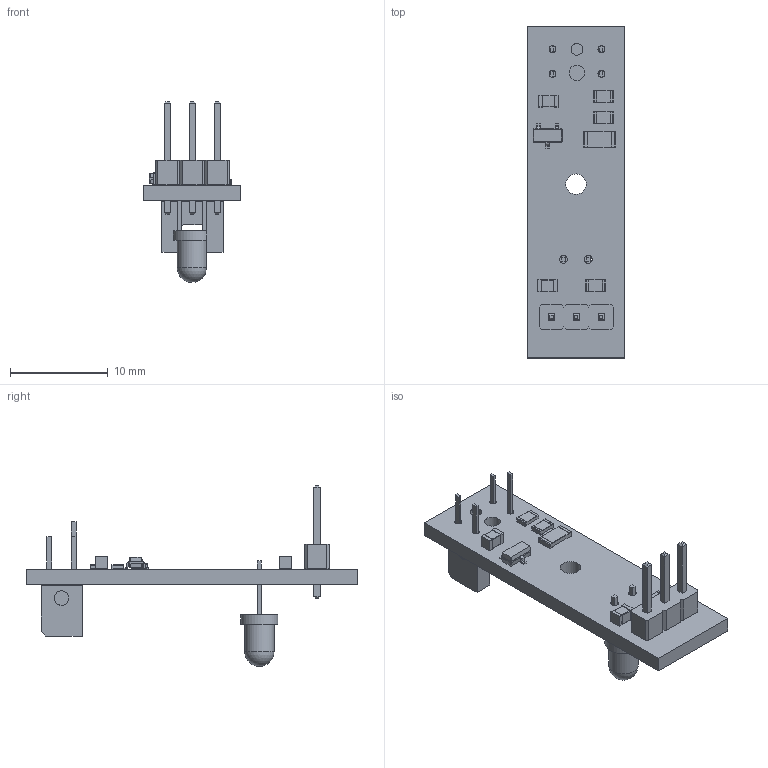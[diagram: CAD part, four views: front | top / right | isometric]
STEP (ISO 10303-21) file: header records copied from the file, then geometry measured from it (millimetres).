
FILE_DESCRIPTION(('KiCad electronic assembly'),'2;1');
FILE_NAME('easy_optical_pcb.step','2023-10-30T21:41:08',('Pcbnew'),( 'Kicad'),'Open CASCADE STEP processor 7.7','KiCad to STEP converter' ,'Unknown');
FILE_SCHEMA(('AUTOMOTIVE_DESIGN { 1 0 10303 214 1 1 1 1 }'));
Length unit declared in the file: millimetre
Products named in the file (16): easy_optical_pcb 1; R_0805_2012Metric; SOLID; C_0805_2012Metric; PinHeader_1x03_P2.54mm_Vertical; SOT-23; R_1206_3216Metric; LED_D3.0mm; EE-SX1103_OMR; COMPOUND; _autosave-easy_optical_pcb PCB
Assembly tree (19 placements, depth 3):
  easy_optical_pcb 1
    R_0805_2012Metric  x3
      SOLID
    C_0805_2012Metric  x2
      SOLID
    PinHeader_1x03_P2.54mm_Vertical
      SOLID
    SOT-23
      SOLID
    R_1206_3216Metric  x2
      SOLID
    LED_D3.0mm
      SOLID
    EE-SX1103_OMR
      COMPOUND
    _autosave-easy_optical_pcb PCB
Bounding box: 10 x 34 x 18.52 mm (x, y, z)
Volume: 744.8 mm3; surface area: 1401.6 mm2
Topology: 16 solids, 16 shells, 428 faces, 1055 edges, 674 vertices
Faces by surface type: plane 254, cylinder 90, bspline 83, sphere 1
Full cylindrical faces by diameter (mm): 0.7 x4, 0.8 x5, 1.2 x1, 1.6 x1, 2.1 x1, 3 x1
Entity records: 21435 total; most frequent: CARTESIAN_POINT 4531, DIRECTION 2440, LINE 1657, VECTOR 1657, ORIENTED_EDGE 1560, PCURVE 1560, DEFINITIONAL_REPRESENTATION 1560, EDGE_CURVE 780
